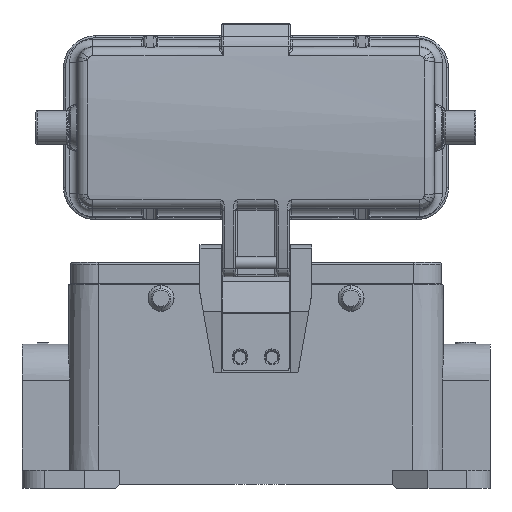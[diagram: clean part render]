
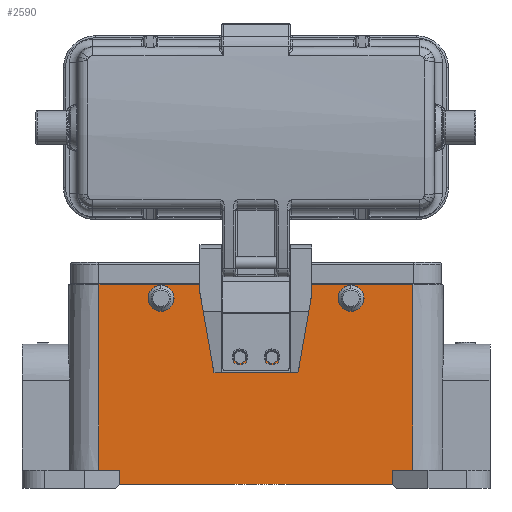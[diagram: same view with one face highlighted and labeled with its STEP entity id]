
A CAD part, front view. The second image highlights one B-rep face of the part: STEP entity #2590.
In plain terms, the highlighted planar face has unit normal (0, -1, 0.009).
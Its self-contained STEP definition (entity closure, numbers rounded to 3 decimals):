
#99=ELLIPSE('',#19992,1.5,1.5);
#100=ELLIPSE('',#19993,1.5,1.5);
#1247=PLANE('',#19994);
#1502=FACE_BOUND('',#4889,.T.);
#1503=FACE_BOUND('',#4890,.T.);
#1504=FACE_BOUND('',#4891,.T.);
#1505=FACE_BOUND('',#4892,.T.);
#1506=FACE_BOUND('',#4893,.T.);
#1507=FACE_BOUND('',#4894,.T.);
#2590=ADVANCED_FACE('',(#1502,#1503,#1504,#1505,#1506,#1507),#1247,.T.);
#4889=EDGE_LOOP('',(#10894));
#4890=EDGE_LOOP('',(#10895));
#4891=EDGE_LOOP('',(#10896));
#4892=EDGE_LOOP('',(#10897));
#4893=EDGE_LOOP('',(#10898));
#4894=EDGE_LOOP('',(#10899,#10900,#10901,#10902,#10903,#10904,#10905,#10906,
#10907,#10908,#10909,#10910));
#6030=LINE('',#31923,#7324);
#6031=LINE('',#31925,#7325);
#6043=LINE('',#31968,#7337);
#6048=LINE('',#31989,#7342);
#6055=LINE('',#32024,#7349);
#6084=LINE('',#32099,#7378);
#6087=LINE('',#32113,#7381);
#6094=LINE('',#32129,#7388);
#6228=LINE('',#32626,#7522);
#6241=LINE('',#32660,#7535);
#6243=LINE('',#32664,#7537);
#6244=LINE('',#32676,#7538);
#7324=VECTOR('',#23257,1.);
#7325=VECTOR('',#23260,1.);
#7337=VECTOR('',#23284,1.);
#7342=VECTOR('',#23295,1.);
#7349=VECTOR('',#23314,1.);
#7378=VECTOR('',#23387,1.);
#7381=VECTOR('',#23404,1.);
#7388=VECTOR('',#23415,1.);
#7522=VECTOR('',#23699,1.);
#7535=VECTOR('',#23734,1.);
#7537=VECTOR('',#23738,1.);
#7538=VECTOR('',#23751,1.);
#10894=ORIENTED_EDGE('',*,*,#16762,.F.);
#10895=ORIENTED_EDGE('',*,*,#16763,.F.);
#10896=ORIENTED_EDGE('',*,*,#16764,.F.);
#10897=ORIENTED_EDGE('',*,*,#16765,.T.);
#10898=ORIENTED_EDGE('',*,*,#16766,.T.);
#10899=ORIENTED_EDGE('',*,*,#16759,.T.);
#10900=ORIENTED_EDGE('',*,*,#16742,.T.);
#10901=ORIENTED_EDGE('',*,*,#16560,.F.);
#10902=ORIENTED_EDGE('',*,*,#16552,.T.);
#10903=ORIENTED_EDGE('',*,*,#16545,.F.);
#10904=ORIENTED_EDGE('',*,*,#16767,.T.);
#10905=ORIENTED_EDGE('',*,*,#16507,.F.);
#10906=ORIENTED_EDGE('',*,*,#16495,.T.);
#10907=ORIENTED_EDGE('',*,*,#16487,.T.);
#10908=ORIENTED_EDGE('',*,*,#16471,.T.);
#10909=ORIENTED_EDGE('',*,*,#16470,.F.);
#10910=ORIENTED_EDGE('',*,*,#16761,.F.);
#14333=VERTEX_POINT('',#31920);
#14334=VERTEX_POINT('',#31922);
#14335=VERTEX_POINT('',#31926);
#14348=VERTEX_POINT('',#31969);
#14353=VERTEX_POINT('',#31990);
#14363=VERTEX_POINT('',#32025);
#14384=VERTEX_POINT('',#32094);
#14386=VERTEX_POINT('',#32098);
#14391=VERTEX_POINT('',#32114);
#14398=VERTEX_POINT('',#32130);
#14518=VERTEX_POINT('',#32627);
#14528=VERTEX_POINT('',#32661);
#14529=VERTEX_POINT('',#32667);
#14530=VERTEX_POINT('',#32669);
#14531=VERTEX_POINT('',#32671);
#14532=VERTEX_POINT('',#32673);
#14533=VERTEX_POINT('',#32675);
#16470=EDGE_CURVE('',#14334,#14333,#6030,.T.);
#16471=EDGE_CURVE('',#14335,#14333,#6031,.T.);
#16487=EDGE_CURVE('',#14348,#14335,#6043,.T.);
#16495=EDGE_CURVE('',#14353,#14348,#6048,.T.);
#16507=EDGE_CURVE('',#14353,#14363,#6055,.T.);
#16545=EDGE_CURVE('',#14386,#14384,#6084,.T.);
#16552=EDGE_CURVE('',#14391,#14384,#6087,.T.);
#16560=EDGE_CURVE('',#14391,#14398,#6094,.T.);
#16742=EDGE_CURVE('',#14518,#14398,#6228,.T.);
#16759=EDGE_CURVE('',#14528,#14518,#6241,.T.);
#16761=EDGE_CURVE('',#14528,#14334,#6243,.T.);
#16762=EDGE_CURVE('',#14529,#14529,#18535,.T.);
#16763=EDGE_CURVE('',#14530,#14530,#18536,.T.);
#16764=EDGE_CURVE('',#14531,#14531,#18537,.T.);
#16765=EDGE_CURVE('',#14532,#14532,#99,.T.);
#16766=EDGE_CURVE('',#14533,#14533,#100,.T.);
#16767=EDGE_CURVE('',#14386,#14363,#6244,.T.);
#18535=CIRCLE('',#19989,1.5);
#18536=CIRCLE('',#19990,1.5);
#18537=CIRCLE('',#19991,1.5);
#19989=AXIS2_PLACEMENT_3D('',#32666,#23741,#23742);
#19990=AXIS2_PLACEMENT_3D('',#32668,#23743,#23744);
#19991=AXIS2_PLACEMENT_3D('',#32670,#23745,#23746);
#19992=AXIS2_PLACEMENT_3D('',#32672,#23747,#23748);
#19993=AXIS2_PLACEMENT_3D('',#32674,#23749,#23750);
#19994=AXIS2_PLACEMENT_3D('',#32677,#23752,#23753);
#23257=DIRECTION('',(1.,0.,0.));
#23260=DIRECTION('',(0.,-0.009,-1.));
#23284=DIRECTION('',(-1.,0.,0.));
#23295=DIRECTION('',(0.,0.009,1.));
#23314=DIRECTION('',(-1.,0.,0.));
#23387=DIRECTION('',(-1.,0.,0.));
#23404=DIRECTION('',(0.,-0.009,-1.));
#23415=DIRECTION('',(-1.,0.,0.));
#23699=DIRECTION('',(0.,-0.009,-1.));
#23734=DIRECTION('',(-1.,0.,0.));
#23738=DIRECTION('',(0.,-0.009,-1.));
#23741=DIRECTION('',(0.,-1.,0.009));
#23742=DIRECTION('',(1.,0.,0.));
#23743=DIRECTION('',(0.,-1.,0.009));
#23744=DIRECTION('',(1.,0.,0.));
#23745=DIRECTION('',(0.,-1.,0.009));
#23746=DIRECTION('',(1.,0.,0.));
#23747=DIRECTION('',(0.,1.,-0.009));
#23748=DIRECTION('',(0.,0.009,1.));
#23749=DIRECTION('',(0.,1.,-0.009));
#23750=DIRECTION('',(0.,0.009,1.));
#23751=DIRECTION('',(0.,0.009,1.));
#23752=DIRECTION('',(0.,-1.,0.009));
#23753=DIRECTION('',(-1.,0.,0.));
#31920=CARTESIAN_POINT('',(1.6,-21.526,21.5));
#31922=CARTESIAN_POINT('',(-1.6,-21.526,21.5));
#31923=CARTESIAN_POINT('',(-1.6,-21.526,21.5));
#31925=CARTESIAN_POINT('',(1.6,-21.5,24.5));
#31926=CARTESIAN_POINT('',(1.6,-21.5,24.5));
#31968=CARTESIAN_POINT('',(39.25,-21.5,24.5));
#31969=CARTESIAN_POINT('',(39.25,-21.5,24.5));
#31989=CARTESIAN_POINT('',(39.25,-21.906,-22.));
#31990=CARTESIAN_POINT('',(39.25,-21.906,-22.));
#32024=CARTESIAN_POINT('',(39.25,-21.906,-22.));
#32025=CARTESIAN_POINT('',(34.,-21.906,-22.));
#32094=CARTESIAN_POINT('',(-34.,-21.936,-25.5));
#32098=CARTESIAN_POINT('',(34.,-21.936,-25.5));
#32099=CARTESIAN_POINT('',(34.,-21.936,-25.5));
#32113=CARTESIAN_POINT('',(-34.,-21.906,-22.));
#32114=CARTESIAN_POINT('',(-34.,-21.906,-22.));
#32129=CARTESIAN_POINT('',(-34.,-21.906,-22.));
#32130=CARTESIAN_POINT('',(-39.25,-21.906,-22.));
#32626=CARTESIAN_POINT('',(-39.25,-21.5,24.5));
#32627=CARTESIAN_POINT('',(-39.25,-21.5,24.5));
#32660=CARTESIAN_POINT('',(-1.6,-21.5,24.5));
#32661=CARTESIAN_POINT('',(-1.6,-21.5,24.5));
#32664=CARTESIAN_POINT('',(-1.6,-21.5,24.5));
#32666=CARTESIAN_POINT('',(4.,-21.66,6.212));
#32667=CARTESIAN_POINT('',(5.5,-21.66,6.212));
#32668=CARTESIAN_POINT('',(0.,-21.542,19.712));
#32669=CARTESIAN_POINT('',(1.5,-21.542,19.712));
#32670=CARTESIAN_POINT('',(-4.,-21.66,6.212));
#32671=CARTESIAN_POINT('',(-2.5,-21.66,6.212));
#32672=CARTESIAN_POINT('',(23.75,-21.531,21.));
#32673=CARTESIAN_POINT('',(23.75,-21.517,22.5));
#32674=CARTESIAN_POINT('',(-23.75,-21.531,21.));
#32675=CARTESIAN_POINT('',(-23.75,-21.517,22.5));
#32676=CARTESIAN_POINT('',(34.,-21.936,-25.5));
#32677=CARTESIAN_POINT('',(-41.628,-21.5,24.5));
